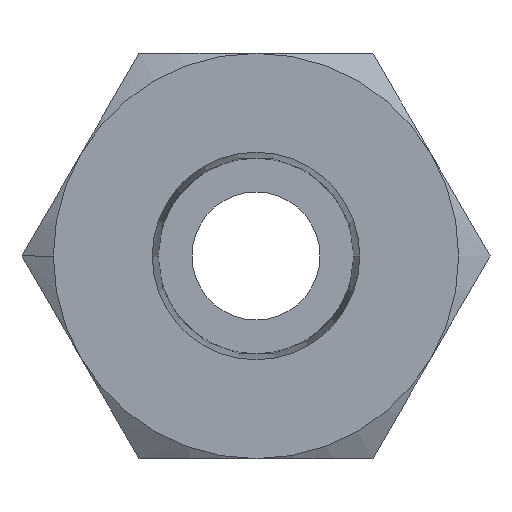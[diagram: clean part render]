
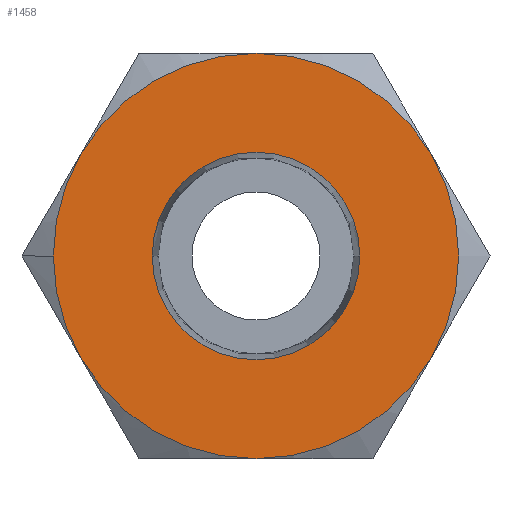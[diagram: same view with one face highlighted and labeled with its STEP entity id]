
A CAD part, front view. The second image highlights one B-rep face of the part: STEP entity #1458.
In plain terms, the highlighted planar face has unit normal (0, -1, 0).
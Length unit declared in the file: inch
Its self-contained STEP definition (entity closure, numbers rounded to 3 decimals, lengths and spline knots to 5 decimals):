
#6 = EDGE_CURVE ( 'NONE', #2952, #3131, #607, .T. ) ;
#51 = DIRECTION ( 'NONE',  ( -1., 0., 0. ) ) ;
#61 = ORIENTED_EDGE ( 'NONE', *, *, #6, .T. ) ;
#79 = CARTESIAN_POINT ( 'NONE',  ( 0., -0.51181, 0. ) ) ;
#105 = CARTESIAN_POINT ( 'NONE',  ( 0., -0.51181, 0. ) ) ;
#111 = ORIENTED_EDGE ( 'NONE', *, *, #953, .T. ) ;
#140 = CIRCLE ( 'NONE', #2654, 0.37402 ) ;
#179 = AXIS2_PLACEMENT_3D ( 'NONE', #837, #2867, #1137 ) ;
#193 = CARTESIAN_POINT ( 'NONE',  ( -0.32391, -0.51181, 0.18701 ) ) ;
#306 = EDGE_LOOP ( 'NONE', ( #1340, #61 ) ) ;
#381 = DIRECTION ( 'NONE',  ( -1., 0., 0. ) ) ;
#418 = DIRECTION ( 'NONE',  ( -1., 0., 0. ) ) ;
#454 = DIRECTION ( 'NONE',  ( 0., -1., 0. ) ) ;
#562 = DIRECTION ( 'NONE',  ( 1., 0., 0. ) ) ;
#567 = DIRECTION ( 'NONE',  ( 0., 1., 0. ) ) ;
#570 = CARTESIAN_POINT ( 'NONE',  ( 0., -0.51181, 0. ) ) ;
#607 = CIRCLE ( 'NONE', #1549, 0.1915 ) ;
#611 = ORIENTED_EDGE ( 'NONE', *, *, #1277, .T. ) ;
#613 = ORIENTED_EDGE ( 'NONE', *, *, #1571, .T. ) ;
#691 = AXIS2_PLACEMENT_3D ( 'NONE', #79, #2146, #381 ) ;
#700 = CARTESIAN_POINT ( 'NONE',  ( 0., -0.51181, 0. ) ) ;
#799 = CARTESIAN_POINT ( 'NONE',  ( 0., -0.51181, 0.37402 ) ) ;
#806 = FACE_BOUND ( 'NONE', #306, .T. ) ;
#837 = CARTESIAN_POINT ( 'NONE',  ( 0.18701, -0.51181, 0. ) ) ;
#883 = CARTESIAN_POINT ( 'NONE',  ( 0., -0.51181, 0. ) ) ;
#888 = CIRCLE ( 'NONE', #3063, 0.37402 ) ;
#953 = EDGE_CURVE ( 'NONE', #1141, #1706, #3753, .T. ) ;
#1008 = DIRECTION ( 'NONE',  ( -1., 0., 0. ) ) ;
#1053 = VERTEX_POINT ( 'NONE', #2015 ) ;
#1124 = PLANE ( 'NONE',  #179 ) ;
#1129 = CARTESIAN_POINT ( 'NONE',  ( -0.32391, -0.51181, -0.18701 ) ) ;
#1137 = DIRECTION ( 'NONE',  ( 0., 0., -1. ) ) ;
#1141 = VERTEX_POINT ( 'NONE', #193 ) ;
#1153 = CIRCLE ( 'NONE', #691, 0.37402 ) ;
#1157 = CIRCLE ( 'NONE', #3172, 0.1915 ) ;
#1182 = ORIENTED_EDGE ( 'NONE', *, *, #2320, .T. ) ;
#1185 = DIRECTION ( 'NONE',  ( 1., 0., 0. ) ) ;
#1238 = VERTEX_POINT ( 'NONE', #3276 ) ;
#1277 = EDGE_CURVE ( 'NONE', #1053, #1607, #1776, .T. ) ;
#1326 = CARTESIAN_POINT ( 'NONE',  ( -0.37402, -0.51181, 0. ) ) ;
#1340 = ORIENTED_EDGE ( 'NONE', *, *, #2923, .T. ) ;
#1423 = EDGE_LOOP ( 'NONE', ( #2064, #611, #2068, #1182, #3338, #111, #613 ) ) ;
#1458 = ADVANCED_FACE ( 'NONE', ( #806, #1583 ), #1124, .T. ) ;
#1549 = AXIS2_PLACEMENT_3D ( 'NONE', #570, #567, #562 ) ;
#1571 = EDGE_CURVE ( 'NONE', #1706, #2866, #1726, .T. ) ;
#1583 = FACE_OUTER_BOUND ( 'NONE', #1423, .T. ) ;
#1586 = CARTESIAN_POINT ( 'NONE',  ( 0.32391, -0.51181, -0.18701 ) ) ;
#1590 = AXIS2_PLACEMENT_3D ( 'NONE', #2216, #2000, #2011 ) ;
#1606 = CARTESIAN_POINT ( 'NONE',  ( 0., -0.51181, 0. ) ) ;
#1607 = VERTEX_POINT ( 'NONE', #1586 ) ;
#1706 = VERTEX_POINT ( 'NONE', #1326 ) ;
#1726 = CIRCLE ( 'NONE', #1890, 0.37402 ) ;
#1744 = EDGE_CURVE ( 'NONE', #3217, #1141, #140, .T. ) ;
#1776 = CIRCLE ( 'NONE', #2410, 0.37402 ) ;
#1824 = DIRECTION ( 'NONE',  ( 0., -1., 0. ) ) ;
#1890 = AXIS2_PLACEMENT_3D ( 'NONE', #105, #2167, #418 ) ;
#1903 = DIRECTION ( 'NONE',  ( -1., 0., 0. ) ) ;
#2000 = DIRECTION ( 'NONE',  ( 0., -1., 0. ) ) ;
#2011 = DIRECTION ( 'NONE',  ( -1., 0., 0. ) ) ;
#2015 = CARTESIAN_POINT ( 'NONE',  ( 0., -0.51181, -0.37402 ) ) ;
#2064 = ORIENTED_EDGE ( 'NONE', *, *, #2375, .T. ) ;
#2068 = ORIENTED_EDGE ( 'NONE', *, *, #3086, .T. ) ;
#2146 = DIRECTION ( 'NONE',  ( 0., -1., 0. ) ) ;
#2167 = DIRECTION ( 'NONE',  ( 0., -1., 0. ) ) ;
#2203 = CARTESIAN_POINT ( 'NONE',  ( 0., -0.51181, 0. ) ) ;
#2216 = CARTESIAN_POINT ( 'NONE',  ( 0., -0.51181, 0. ) ) ;
#2320 = EDGE_CURVE ( 'NONE', #1238, #3217, #3357, .T. ) ;
#2375 = EDGE_CURVE ( 'NONE', #2866, #1053, #888, .T. ) ;
#2410 = AXIS2_PLACEMENT_3D ( 'NONE', #1606, #3601, #1903 ) ;
#2423 = CARTESIAN_POINT ( 'NONE',  ( 0.1915, -0.51181, 0. ) ) ;
#2489 = DIRECTION ( 'NONE',  ( -1., 0., 0. ) ) ;
#2654 = AXIS2_PLACEMENT_3D ( 'NONE', #2203, #454, #2489 ) ;
#2745 = DIRECTION ( 'NONE',  ( 0., -1., 0. ) ) ;
#2866 = VERTEX_POINT ( 'NONE', #1129 ) ;
#2867 = DIRECTION ( 'NONE',  ( 0., -1., 0. ) ) ;
#2911 = DIRECTION ( 'NONE',  ( 0., 1., 0. ) ) ;
#2923 = EDGE_CURVE ( 'NONE', #3131, #2952, #1157, .T. ) ;
#2952 = VERTEX_POINT ( 'NONE', #3199 ) ;
#3063 = AXIS2_PLACEMENT_3D ( 'NONE', #700, #2745, #1008 ) ;
#3086 = EDGE_CURVE ( 'NONE', #1607, #1238, #1153, .T. ) ;
#3131 = VERTEX_POINT ( 'NONE', #2423 ) ;
#3172 = AXIS2_PLACEMENT_3D ( 'NONE', #883, #2911, #1185 ) ;
#3199 = CARTESIAN_POINT ( 'NONE',  ( -0.1915, -0.51181, 0. ) ) ;
#3217 = VERTEX_POINT ( 'NONE', #799 ) ;
#3276 = CARTESIAN_POINT ( 'NONE',  ( 0.32391, -0.51181, 0.18701 ) ) ;
#3318 = AXIS2_PLACEMENT_3D ( 'NONE', #3542, #1824, #51 ) ;
#3338 = ORIENTED_EDGE ( 'NONE', *, *, #1744, .T. ) ;
#3357 = CIRCLE ( 'NONE', #3318, 0.37402 ) ;
#3542 = CARTESIAN_POINT ( 'NONE',  ( 0., -0.51181, 0. ) ) ;
#3601 = DIRECTION ( 'NONE',  ( 0., -1., 0. ) ) ;
#3753 = CIRCLE ( 'NONE', #1590, 0.37402 ) ;
